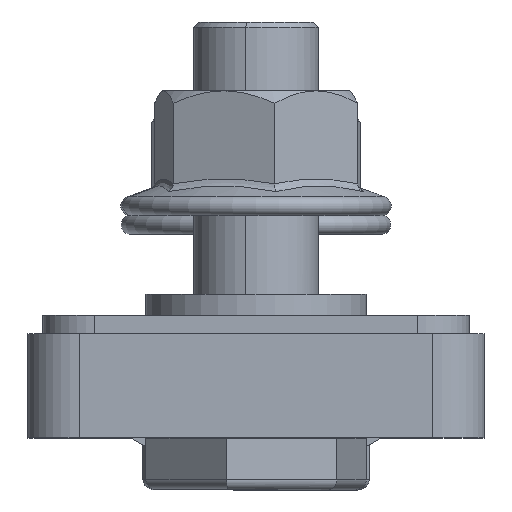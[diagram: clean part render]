
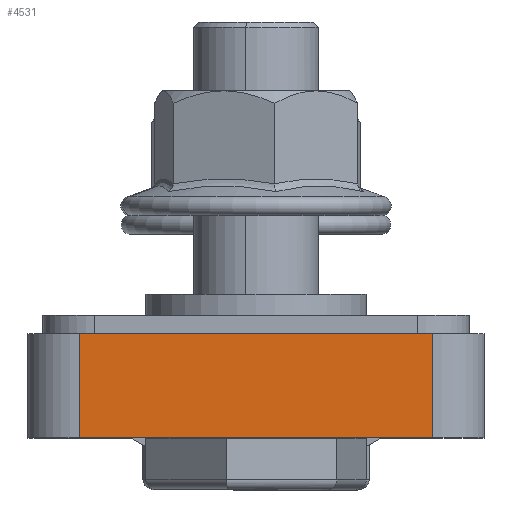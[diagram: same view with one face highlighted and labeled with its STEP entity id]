
A CAD part, left-side view. The second image highlights one B-rep face of the part: STEP entity #4531.
In plain terms, the highlighted face is planar.
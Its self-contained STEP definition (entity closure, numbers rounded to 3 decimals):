
#202=PLANE('',#5143);
#552=LINE('',#9755,#854);
#559=LINE('',#9786,#861);
#582=LINE('',#9847,#884);
#583=LINE('',#9848,#885);
#854=VECTOR('',#6369,1000.);
#861=VECTOR('',#6396,1000.);
#884=VECTOR('',#6463,1000.);
#885=VECTOR('',#6464,1000.);
#2208=ORIENTED_EDGE('',*,*,#2931,.F.);
#2209=ORIENTED_EDGE('',*,*,#2900,.T.);
#2210=ORIENTED_EDGE('',*,*,#2932,.T.);
#2211=ORIENTED_EDGE('',*,*,#2886,.T.);
#2886=EDGE_CURVE('',#3323,#3321,#552,.T.);
#2900=EDGE_CURVE('',#3334,#3336,#559,.T.);
#2931=EDGE_CURVE('',#3334,#3321,#582,.T.);
#2932=EDGE_CURVE('',#3336,#3323,#583,.T.);
#3321=VERTEX_POINT('',#9753);
#3323=VERTEX_POINT('',#9756);
#3334=VERTEX_POINT('',#9781);
#3336=VERTEX_POINT('',#9785);
#3918=EDGE_LOOP('',(#2208,#2209,#2210,#2211));
#4229=FACE_BOUND('',#3918,.T.);
#4531=ADVANCED_FACE('',(#4229),#202,.F.);
#5143=AXIS2_PLACEMENT_3D('',#9846,#6461,#6462);
#6369=DIRECTION('',(0.,0.,1.));
#6396=DIRECTION('',(0.,0.,-1.));
#6461=DIRECTION('',(-1.,0.,0.));
#6462=DIRECTION('',(0.,0.,1.));
#6463=DIRECTION('',(0.,1.,0.));
#6464=DIRECTION('',(0.,1.,0.));
#9753=CARTESIAN_POINT('',(87.,17.,10.));
#9755=CARTESIAN_POINT('',(87.,17.,10.));
#9756=CARTESIAN_POINT('',(87.,17.,0.));
#9781=CARTESIAN_POINT('',(87.,-17.,10.));
#9785=CARTESIAN_POINT('',(87.,-17.,0.));
#9786=CARTESIAN_POINT('',(87.,-17.,10.));
#9846=CARTESIAN_POINT('',(87.,-22.,10.));
#9847=CARTESIAN_POINT('',(87.,-22.,10.));
#9848=CARTESIAN_POINT('',(87.,-22.,0.));
